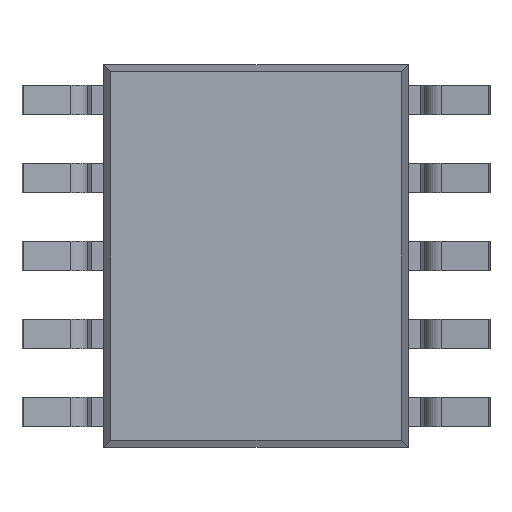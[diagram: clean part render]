
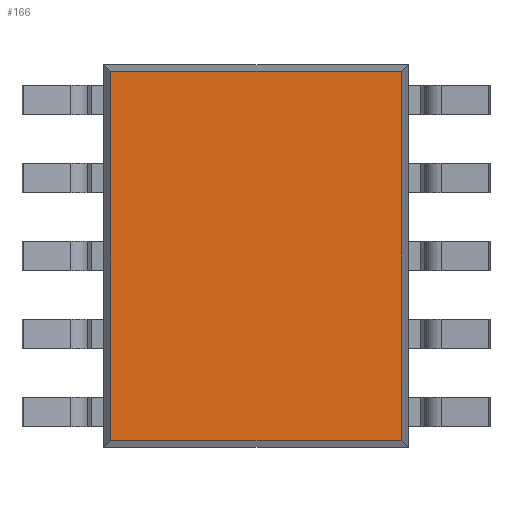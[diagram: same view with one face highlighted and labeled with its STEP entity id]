
A CAD part, front view. The second image highlights one B-rep face of the part: STEP entity #166.
In plain terms, the highlighted planar face has unit normal (0, -1, 0).
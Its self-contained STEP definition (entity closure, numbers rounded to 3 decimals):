
#17 = AXIS2_PLACEMENT_3D ( 'NONE', #1294, #3243, #2044 ) ;
#166 = ADVANCED_FACE ( 'NONE', ( #1239 ), #3145, .T. ) ;
#307 = EDGE_CURVE ( 'NONE', #1995, #2447, #2918, .T. ) ;
#382 = EDGE_LOOP ( 'NONE', ( #4858, #4172, #4484, #2349 ) ) ;
#606 = VECTOR ( 'NONE', #4398, 1000. ) ;
#624 = CARTESIAN_POINT ( 'NONE',  ( 1.859, 0.25, -2.45 ) ) ;
#667 = LINE ( 'NONE', #624, #606 ) ;
#706 = DIRECTION ( 'NONE',  ( -1., 0., 0. ) ) ;
#1063 = CARTESIAN_POINT ( 'NONE',  ( 1.859, 0.25, 2.359 ) ) ;
#1194 = VECTOR ( 'NONE', #706, 1000. ) ;
#1239 = FACE_OUTER_BOUND ( 'NONE', #382, .T. ) ;
#1294 = CARTESIAN_POINT ( 'NONE',  ( 0., 0.25, 0. ) ) ;
#1381 = LINE ( 'NONE', #1585, #3086 ) ;
#1532 = EDGE_CURVE ( 'NONE', #2447, #4771, #3953, .T. ) ;
#1574 = EDGE_CURVE ( 'NONE', #2962, #1995, #667, .T. ) ;
#1585 = CARTESIAN_POINT ( 'NONE',  ( -1.95, 0.25, -2.359 ) ) ;
#1995 = VERTEX_POINT ( 'NONE', #1063 ) ;
#2044 = DIRECTION ( 'NONE',  ( 0., 0., -1. ) ) ;
#2303 = VECTOR ( 'NONE', #3566, 1000. ) ;
#2349 = ORIENTED_EDGE ( 'NONE', *, *, #1532, .T. ) ;
#2447 = VERTEX_POINT ( 'NONE', #3285 ) ;
#2601 = EDGE_CURVE ( 'NONE', #4771, #2962, #1381, .T. ) ;
#2918 = LINE ( 'NONE', #4898, #1194 ) ;
#2962 = VERTEX_POINT ( 'NONE', #3095 ) ;
#3086 = VECTOR ( 'NONE', #3469, 1000. ) ;
#3095 = CARTESIAN_POINT ( 'NONE',  ( 1.859, 0.25, -2.359 ) ) ;
#3145 = PLANE ( 'NONE',  #17 ) ;
#3195 = CARTESIAN_POINT ( 'NONE',  ( -1.859, 0.25, 2.45 ) ) ;
#3243 = DIRECTION ( 'NONE',  ( 0., -1., 0. ) ) ;
#3285 = CARTESIAN_POINT ( 'NONE',  ( -1.859, 0.25, 2.359 ) ) ;
#3469 = DIRECTION ( 'NONE',  ( 1., 0., 0. ) ) ;
#3566 = DIRECTION ( 'NONE',  ( 0., 0., -1. ) ) ;
#3953 = LINE ( 'NONE', #3195, #2303 ) ;
#4025 = CARTESIAN_POINT ( 'NONE',  ( -1.859, 0.25, -2.359 ) ) ;
#4172 = ORIENTED_EDGE ( 'NONE', *, *, #1574, .T. ) ;
#4398 = DIRECTION ( 'NONE',  ( 0., 0., 1. ) ) ;
#4484 = ORIENTED_EDGE ( 'NONE', *, *, #307, .T. ) ;
#4771 = VERTEX_POINT ( 'NONE', #4025 ) ;
#4858 = ORIENTED_EDGE ( 'NONE', *, *, #2601, .T. ) ;
#4898 = CARTESIAN_POINT ( 'NONE',  ( 1.95, 0.25, 2.359 ) ) ;
